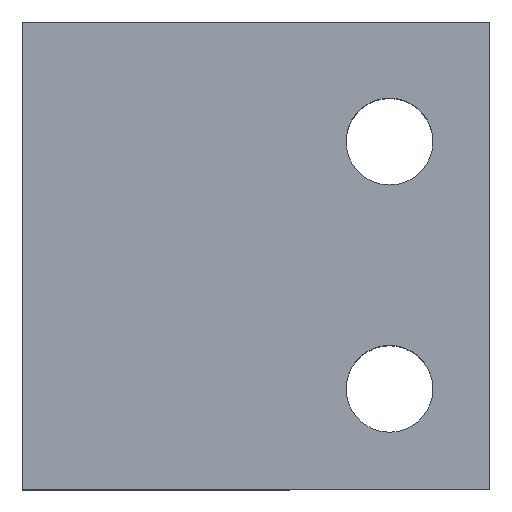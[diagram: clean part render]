
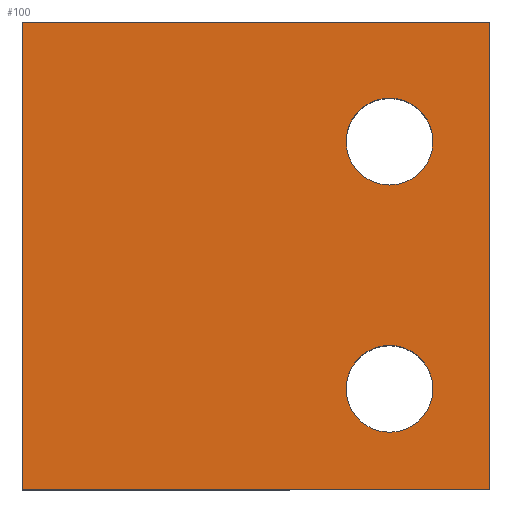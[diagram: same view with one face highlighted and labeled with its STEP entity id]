
A CAD part, top view. The second image highlights one B-rep face of the part: STEP entity #100.
In plain terms, the highlighted planar face has unit normal (0, 0, 1).
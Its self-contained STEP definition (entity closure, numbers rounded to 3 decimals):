
#5 = EDGE_CURVE ( 'NONE', #379, #486, #356, .T. ) ;
#6 = VERTEX_POINT ( 'NONE', #113 ) ;
#14 = EDGE_LOOP ( 'NONE', ( #307, #471 ) ) ;
#15 = VERTEX_POINT ( 'NONE', #297 ) ;
#39 = CARTESIAN_POINT ( 'NONE',  ( 17.5, 7.535, 22.257 ) ) ;
#40 = VECTOR ( 'NONE', #127, 1000. ) ;
#49 = CARTESIAN_POINT ( 'NONE',  ( 25., 35., 22.257 ) ) ;
#50 = VERTEX_POINT ( 'NONE', #107 ) ;
#52 = ORIENTED_EDGE ( 'NONE', *, *, #353, .F. ) ;
#58 = CARTESIAN_POINT ( 'NONE',  ( -10., 0., 22.257 ) ) ;
#71 = VERTEX_POINT ( 'NONE', #450 ) ;
#82 = CARTESIAN_POINT ( 'NONE',  ( -10., 35., 22.257 ) ) ;
#84 = CARTESIAN_POINT ( 'NONE',  ( 14.25, 26.046, 22.257 ) ) ;
#93 = AXIS2_PLACEMENT_3D ( 'NONE', #142, #214, #286 ) ;
#94 = CARTESIAN_POINT ( 'NONE',  ( 17.5, 26.046, 22.257 ) ) ;
#99 = PLANE ( 'NONE',  #93 ) ;
#100 = ADVANCED_FACE ( 'NONE', ( #243, #139, #251 ), #99, .F. ) ;
#102 = AXIS2_PLACEMENT_3D ( 'NONE', #94, #318, #467 ) ;
#107 = CARTESIAN_POINT ( 'NONE',  ( 25., 35., 22.257 ) ) ;
#111 = CARTESIAN_POINT ( 'NONE',  ( 17.5, 7.535, 22.257 ) ) ;
#112 = AXIS2_PLACEMENT_3D ( 'NONE', #292, #453, #412 ) ;
#113 = CARTESIAN_POINT ( 'NONE',  ( -10., 35., 22.257 ) ) ;
#127 = DIRECTION ( 'NONE',  ( 0., -1., 0. ) ) ;
#139 = FACE_BOUND ( 'NONE', #14, .T. ) ;
#142 = CARTESIAN_POINT ( 'NONE',  ( -10., 35., 22.257 ) ) ;
#153 = ORIENTED_EDGE ( 'NONE', *, *, #420, .F. ) ;
#159 = LINE ( 'NONE', #456, #460 ) ;
#160 = DIRECTION ( 'NONE',  ( 0., 0., 1. ) ) ;
#161 = EDGE_CURVE ( 'NONE', #486, #379, #405, .T. ) ;
#168 = AXIS2_PLACEMENT_3D ( 'NONE', #39, #160, #267 ) ;
#174 = EDGE_LOOP ( 'NONE', ( #320, #52 ) ) ;
#179 = CARTESIAN_POINT ( 'NONE',  ( 25., 0., 22.257 ) ) ;
#201 = VERTEX_POINT ( 'NONE', #58 ) ;
#203 = VERTEX_POINT ( 'NONE', #179 ) ;
#214 = DIRECTION ( 'NONE',  ( 0., 0., -1. ) ) ;
#221 = DIRECTION ( 'NONE',  ( -1., 0., 0. ) ) ;
#225 = EDGE_LOOP ( 'NONE', ( #393, #234, #153, #354 ) ) ;
#233 = DIRECTION ( 'NONE',  ( 1., 0., 0. ) ) ;
#234 = ORIENTED_EDGE ( 'NONE', *, *, #470, .F. ) ;
#242 = LINE ( 'NONE', #49, #339 ) ;
#243 = FACE_BOUND ( 'NONE', #174, .T. ) ;
#251 = FACE_OUTER_BOUND ( 'NONE', #225, .T. ) ;
#267 = DIRECTION ( 'NONE',  ( -1., 0., 0. ) ) ;
#286 = DIRECTION ( 'NONE',  ( -1., 0., 0. ) ) ;
#292 = CARTESIAN_POINT ( 'NONE',  ( 17.5, 26.046, 22.257 ) ) ;
#296 = EDGE_CURVE ( 'NONE', #71, #15, #464, .T. ) ;
#297 = CARTESIAN_POINT ( 'NONE',  ( 20.75, 7.535, 22.257 ) ) ;
#304 = DIRECTION ( 'NONE',  ( 1., 0., 0. ) ) ;
#307 = ORIENTED_EDGE ( 'NONE', *, *, #5, .F. ) ;
#313 = LINE ( 'NONE', #463, #40 ) ;
#316 = AXIS2_PLACEMENT_3D ( 'NONE', #111, #375, #221 ) ;
#318 = DIRECTION ( 'NONE',  ( 0., 0., 1. ) ) ;
#320 = ORIENTED_EDGE ( 'NONE', *, *, #296, .F. ) ;
#339 = VECTOR ( 'NONE', #440, 1000. ) ;
#353 = EDGE_CURVE ( 'NONE', #15, #71, #386, .T. ) ;
#354 = ORIENTED_EDGE ( 'NONE', *, *, #457, .T. ) ;
#356 = CIRCLE ( 'NONE', #112, 3.25 ) ;
#369 = CARTESIAN_POINT ( 'NONE',  ( 20.75, 26.046, 22.257 ) ) ;
#375 = DIRECTION ( 'NONE',  ( 0., 0., 1. ) ) ;
#379 = VERTEX_POINT ( 'NONE', #84 ) ;
#386 = CIRCLE ( 'NONE', #168, 3.25 ) ;
#391 = EDGE_CURVE ( 'NONE', #201, #203, #159, .T. ) ;
#393 = ORIENTED_EDGE ( 'NONE', *, *, #391, .T. ) ;
#405 = CIRCLE ( 'NONE', #102, 3.25 ) ;
#412 = DIRECTION ( 'NONE',  ( -1., 0., 0. ) ) ;
#420 = EDGE_CURVE ( 'NONE', #6, #50, #427, .T. ) ;
#427 = LINE ( 'NONE', #82, #438 ) ;
#438 = VECTOR ( 'NONE', #233, 1000. ) ;
#440 = DIRECTION ( 'NONE',  ( 0., -1., 0. ) ) ;
#450 = CARTESIAN_POINT ( 'NONE',  ( 14.25, 7.535, 22.257 ) ) ;
#453 = DIRECTION ( 'NONE',  ( 0., 0., 1. ) ) ;
#456 = CARTESIAN_POINT ( 'NONE',  ( -10., 0., 22.257 ) ) ;
#457 = EDGE_CURVE ( 'NONE', #6, #201, #313, .T. ) ;
#460 = VECTOR ( 'NONE', #304, 1000. ) ;
#463 = CARTESIAN_POINT ( 'NONE',  ( -10., 35., 22.257 ) ) ;
#464 = CIRCLE ( 'NONE', #316, 3.25 ) ;
#467 = DIRECTION ( 'NONE',  ( -1., 0., 0. ) ) ;
#470 = EDGE_CURVE ( 'NONE', #50, #203, #242, .T. ) ;
#471 = ORIENTED_EDGE ( 'NONE', *, *, #161, .F. ) ;
#486 = VERTEX_POINT ( 'NONE', #369 ) ;
